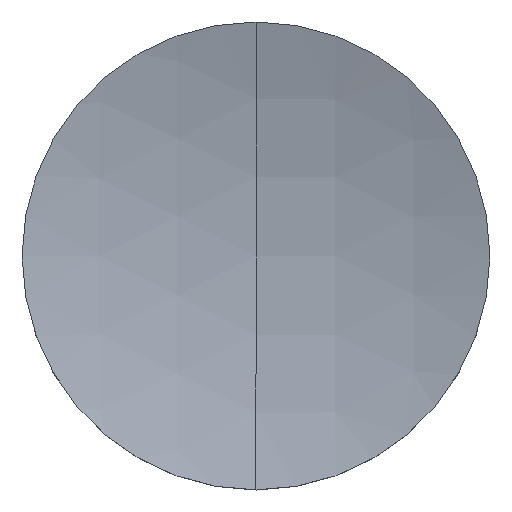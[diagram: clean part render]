
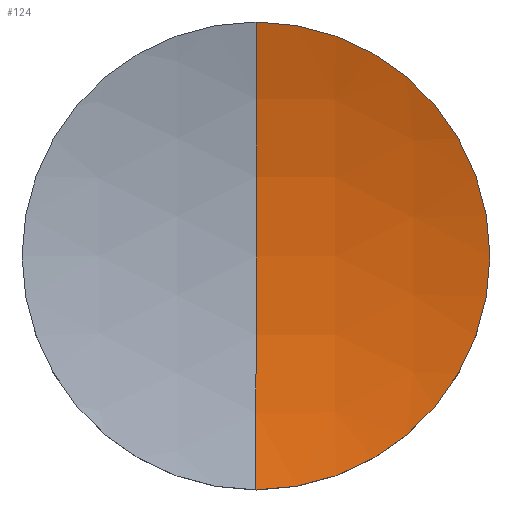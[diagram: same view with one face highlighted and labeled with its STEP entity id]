
A CAD part, top view. The second image highlights one B-rep face of the part: STEP entity #124.
In plain terms, the highlighted spherical face has radius 45.916 mm.
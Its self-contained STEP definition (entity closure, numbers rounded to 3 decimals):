
#10 = VERTEX_POINT ( 'NONE', #29 ) ;
#11 = EDGE_LOOP ( 'NONE', ( #12, #15, #53 ) ) ;
#12 = ORIENTED_EDGE ( 'NONE', *, *, #13, .F. ) ;
#13 = EDGE_CURVE ( 'NONE', #14, #10, #76, .T. ) ;
#14 = VERTEX_POINT ( 'NONE', #71 ) ;
#15 = ORIENTED_EDGE ( 'NONE', *, *, #16, .T. ) ;
#16 = EDGE_CURVE ( 'NONE', #14, #35, #69, .T. ) ;
#29 = CARTESIAN_POINT ( 'NONE',  ( 0., 12.7, 3.791 ) ) ;
#34 = EDGE_CURVE ( 'NONE', #35, #10, #106, .T. ) ;
#35 = VERTEX_POINT ( 'NONE', #48 ) ;
#48 = CARTESIAN_POINT ( 'NONE',  ( 0., -12.7, 3.791 ) ) ;
#49 = DIRECTION ( 'NONE',  ( 0., -1., 0. ) ) ;
#50 = DIRECTION ( 'NONE',  ( 0., 0., 1. ) ) ;
#51 = AXIS2_PLACEMENT_3D ( 'NONE', #111, #50, #49 ) ;
#53 = ORIENTED_EDGE ( 'NONE', *, *, #34, .T. ) ;
#65 = DIRECTION ( 'NONE',  ( 0., -1., 0. ) ) ;
#66 = DIRECTION ( 'NONE',  ( -1., 0., 0. ) ) ;
#67 = CARTESIAN_POINT ( 'NONE',  ( 0., 0., 47.916 ) ) ;
#68 = AXIS2_PLACEMENT_3D ( 'NONE', #67, #66, #65 ) ;
#69 = CIRCLE ( 'NONE', #68, 45.916 ) ;
#71 = CARTESIAN_POINT ( 'NONE',  ( 0., 0., 2. ) ) ;
#72 = DIRECTION ( 'NONE',  ( 0., 0., -1. ) ) ;
#73 = DIRECTION ( 'NONE',  ( 1., 0., 0. ) ) ;
#74 = CARTESIAN_POINT ( 'NONE',  ( 0., 0., 47.916 ) ) ;
#75 = AXIS2_PLACEMENT_3D ( 'NONE', #74, #73, #72 ) ;
#76 = CIRCLE ( 'NONE', #75, 45.916 ) ;
#78 = DIRECTION ( 'NONE',  ( 0., 1., 0. ) ) ;
#79 = DIRECTION ( 'NONE',  ( -1., 0., 0. ) ) ;
#80 = CARTESIAN_POINT ( 'NONE',  ( 0., 0., 47.916 ) ) ;
#81 = AXIS2_PLACEMENT_3D ( 'NONE', #80, #79, #78 ) ;
#82 = SPHERICAL_SURFACE ( 'NONE', #81, 45.916 ) ;
#83 = FACE_OUTER_BOUND ( 'NONE', #11, .T. ) ;
#106 = CIRCLE ( 'NONE', #51, 12.7 ) ;
#111 = CARTESIAN_POINT ( 'NONE',  ( 0., 0., 3.791 ) ) ;
#124 = ADVANCED_FACE ( 'NONE', ( #83 ), #82, .F. ) ;
